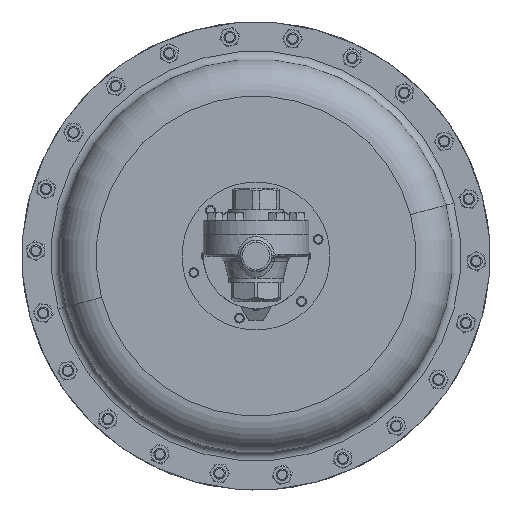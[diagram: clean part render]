
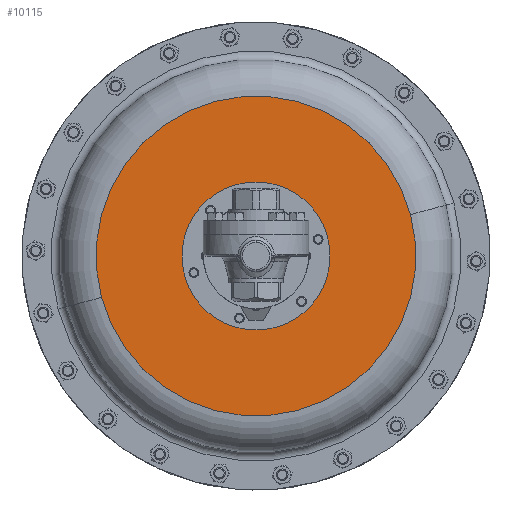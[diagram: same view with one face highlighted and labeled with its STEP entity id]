
A CAD part, front view. The second image highlights one B-rep face of the part: STEP entity #10115.
In plain terms, the highlighted planar face has unit normal (0, -1, 0).
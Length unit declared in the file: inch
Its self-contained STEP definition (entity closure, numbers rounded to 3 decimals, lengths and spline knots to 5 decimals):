
#745 = AXIS2_PLACEMENT_3D ( 'NONE', #20644, #4276, #23407 ) ;
#2971 = EDGE_CURVE ( 'NONE', #4051, #16755, #16368, .T. ) ;
#3235 = FACE_BOUND ( 'NONE', #34380, .T. ) ;
#3398 = DIRECTION ( 'NONE',  ( 0., 1., 0. ) ) ;
#3778 = CIRCLE ( 'NONE', #22822, 2.375 ) ;
#4051 = VERTEX_POINT ( 'NONE', #8733 ) ;
#4276 = DIRECTION ( 'NONE',  ( 0., 1., 0. ) ) ;
#4925 = CIRCLE ( 'NONE', #745, 5.125 ) ;
#6008 = CARTESIAN_POINT ( 'NONE',  ( 3.78757, 9.24371, -1.96887 ) ) ;
#6010 = EDGE_CURVE ( 'NONE', #11129, #19492, #3778, .T. ) ;
#6198 = EDGE_CURVE ( 'NONE', #19492, #11129, #28519, .T. ) ;
#8214 = DIRECTION ( 'NONE',  ( 0., 1., 0. ) ) ;
#8733 = CARTESIAN_POINT ( 'NONE',  ( 7.4115, 9.24371, 4.30795 ) ) ;
#9221 = EDGE_LOOP ( 'NONE', ( #22767, #18696 ) ) ;
#9879 = CARTESIAN_POINT ( 'NONE',  ( 2.46113, 9.24371, 2.9815 ) ) ;
#10115 = ADVANCED_FACE ( 'NONE', ( #16904, #3235 ), #25097, .T. ) ;
#11129 = VERTEX_POINT ( 'NONE', #11714 ) ;
#11496 = DIRECTION ( 'NONE',  ( -0.966, 0., -0.259 ) ) ;
#11714 = CARTESIAN_POINT ( 'NONE',  ( 4.1405, 9.24371, 4.66088 ) ) ;
#12619 = DIRECTION ( 'NONE',  ( -0.707, 0., -0.707 ) ) ;
#16368 = CIRCLE ( 'NONE', #17007, 5.125 ) ;
#16755 = VERTEX_POINT ( 'NONE', #30558 ) ;
#16904 = FACE_OUTER_BOUND ( 'NONE', #9221, .T. ) ;
#17007 = AXIS2_PLACEMENT_3D ( 'NONE', #19739, #3398, #22524 ) ;
#18696 = ORIENTED_EDGE ( 'NONE', *, *, #30750, .F. ) ;
#18962 = ORIENTED_EDGE ( 'NONE', *, *, #6010, .T. ) ;
#19492 = VERTEX_POINT ( 'NONE', #28180 ) ;
#19739 = CARTESIAN_POINT ( 'NONE',  ( 2.46113, 9.24371, 2.9815 ) ) ;
#20644 = CARTESIAN_POINT ( 'NONE',  ( 2.46113, 9.24371, 2.9815 ) ) ;
#22146 = AXIS2_PLACEMENT_3D ( 'NONE', #24547, #8214, #27272 ) ;
#22358 = ORIENTED_EDGE ( 'NONE', *, *, #6198, .T. ) ;
#22524 = DIRECTION ( 'NONE',  ( 0.966, 0., 0.259 ) ) ;
#22767 = ORIENTED_EDGE ( 'NONE', *, *, #2971, .F. ) ;
#22822 = AXIS2_PLACEMENT_3D ( 'NONE', #9879, #28955, #12619 ) ;
#23407 = DIRECTION ( 'NONE',  ( 0.966, 0., 0.259 ) ) ;
#24547 = CARTESIAN_POINT ( 'NONE',  ( 2.46113, 9.24371, 2.9815 ) ) ;
#25097 = PLANE ( 'NONE',  #30208 ) ;
#27272 = DIRECTION ( 'NONE',  ( -0.707, 0., -0.707 ) ) ;
#27813 = DIRECTION ( 'NONE',  ( 0., -1., 0. ) ) ;
#28180 = CARTESIAN_POINT ( 'NONE',  ( 0.78175, 9.24371, 1.30212 ) ) ;
#28519 = CIRCLE ( 'NONE', #22146, 2.375 ) ;
#28955 = DIRECTION ( 'NONE',  ( 0., 1., 0. ) ) ;
#30208 = AXIS2_PLACEMENT_3D ( 'NONE', #6008, #27813, #11496 ) ;
#30558 = CARTESIAN_POINT ( 'NONE',  ( -2.48924, 9.24371, 1.65505 ) ) ;
#30750 = EDGE_CURVE ( 'NONE', #16755, #4051, #4925, .T. ) ;
#34380 = EDGE_LOOP ( 'NONE', ( #18962, #22358 ) ) ;
